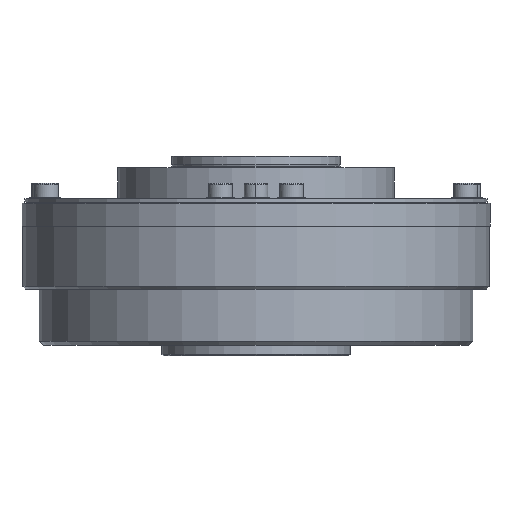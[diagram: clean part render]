
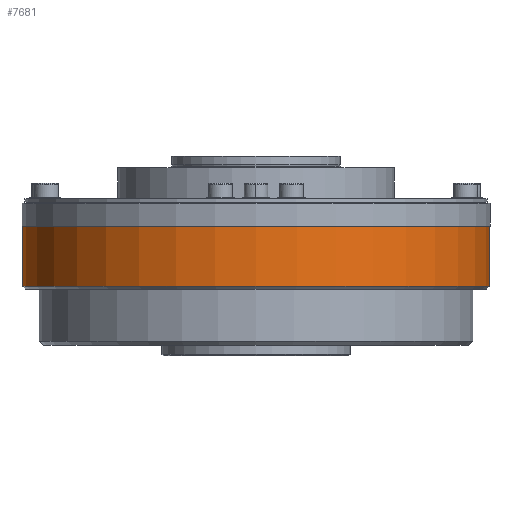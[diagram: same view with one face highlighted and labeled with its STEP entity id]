
A CAD part, front view. The second image highlights one B-rep face of the part: STEP entity #7681.
In plain terms, the highlighted cylindrical face has radius 157.5 mm (diameter 315 mm), a partial arc.
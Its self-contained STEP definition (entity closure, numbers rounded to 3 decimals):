
#6329 = VERTEX_POINT ( 'NONE', #16837 ) ;
#6334 = VERTEX_POINT ( 'NONE', #16851 ) ;
#6336 = EDGE_CURVE ( 'NONE', #6334, #6337, #16891, .T. ) ;
#6337 = VERTEX_POINT ( 'NONE', #16887 ) ;
#6340 = VERTEX_POINT ( 'NONE', #16864 ) ;
#6343 = EDGE_CURVE ( 'NONE', #6329, #6340, #16869, .T. ) ;
#6401 = EDGE_CURVE ( 'NONE', #6334, #6329, #17016, .T. ) ;
#7639 = ORIENTED_EDGE ( 'NONE', *, *, #7680, .F. ) ;
#7662 = ORIENTED_EDGE ( 'NONE', *, *, #6343, .T. ) ;
#7680 = EDGE_CURVE ( 'NONE', #6337, #6340, #18770, .T. ) ;
#7681 = ADVANCED_FACE ( 'NONE', ( #18771 ), #18755, .T. ) ;
#7682 = EDGE_LOOP ( 'NONE', ( #7731, #7732, #7662, #7639 ) ) ;
#7731 = ORIENTED_EDGE ( 'NONE', *, *, #6336, .F. ) ;
#7732 = ORIENTED_EDGE ( 'NONE', *, *, #6401, .T. ) ;
#16837 = CARTESIAN_POINT ( 'NONE',  ( -157.5, 0., 87.7 ) ) ;
#16851 = CARTESIAN_POINT ( 'NONE',  ( 157.5, 0., 87.7 ) ) ;
#16864 = CARTESIAN_POINT ( 'NONE',  ( -157.5, 0., 47.1 ) ) ;
#16866 = DIRECTION ( 'NONE',  ( 0., 0., -1. ) ) ;
#16867 = VECTOR ( 'NONE', #16866, 1000. ) ;
#16868 = CARTESIAN_POINT ( 'NONE',  ( -157.5, 0., 0. ) ) ;
#16869 = LINE ( 'NONE', #16868, #16867 ) ;
#16887 = CARTESIAN_POINT ( 'NONE',  ( 157.5, 0., 47.1 ) ) ;
#16888 = DIRECTION ( 'NONE',  ( 0., 0., -1. ) ) ;
#16889 = VECTOR ( 'NONE', #16888, 1000. ) ;
#16890 = CARTESIAN_POINT ( 'NONE',  ( 157.5, 0., 0. ) ) ;
#16891 = LINE ( 'NONE', #16890, #16889 ) ;
#17000 = CARTESIAN_POINT ( 'NONE',  ( 0., 0., 87.7 ) ) ;
#17015 = AXIS2_PLACEMENT_3D ( 'NONE', #17000, #17029, #17028 ) ;
#17016 = CIRCLE ( 'NONE', #17015, 157.5 ) ;
#17028 = DIRECTION ( 'NONE',  ( 1., 0., 0. ) ) ;
#17029 = DIRECTION ( 'NONE',  ( 0., 0., -1. ) ) ;
#18754 = AXIS2_PLACEMENT_3D ( 'NONE', #18758, #18757, #18756 ) ;
#18755 = CYLINDRICAL_SURFACE ( 'NONE', #18754, 157.5 ) ;
#18756 = DIRECTION ( 'NONE',  ( -1., 0., 0. ) ) ;
#18757 = DIRECTION ( 'NONE',  ( 0., 0., -1. ) ) ;
#18758 = CARTESIAN_POINT ( 'NONE',  ( 0., 0., 0. ) ) ;
#18759 = AXIS2_PLACEMENT_3D ( 'NONE', #18764, #18763, #18762 ) ;
#18762 = DIRECTION ( 'NONE',  ( -1., 0., 0. ) ) ;
#18763 = DIRECTION ( 'NONE',  ( 0., 0., -1. ) ) ;
#18764 = CARTESIAN_POINT ( 'NONE',  ( 0., 0., 47.1 ) ) ;
#18770 = CIRCLE ( 'NONE', #18759, 157.5 ) ;
#18771 = FACE_OUTER_BOUND ( 'NONE', #7682, .T. ) ;
